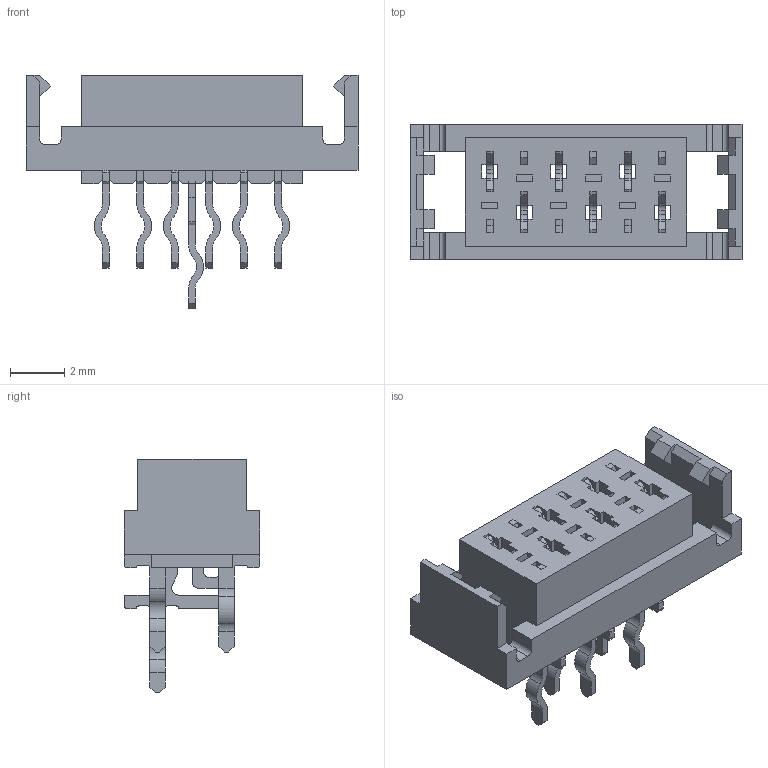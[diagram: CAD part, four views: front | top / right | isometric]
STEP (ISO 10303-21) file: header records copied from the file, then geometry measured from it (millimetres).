
FILE_DESCRIPTION( ( 'Unknown' ), '1' );
FILE_NAME( '690367190672.stp', 'Unknown', ( 'Unknown' ), ( 'Unknown' ), 'XStep 1.0', 'Unknown', ' ' );
FILE_SCHEMA( ( 'automotive_design' ) );
Length unit declared in the file: millimetre
Products named in the file (3): Assem1; Gehäuse; Pin
Bounding box: 12.22 x 5 x 8.6 mm (x, y, z)
Volume: 306.5 mm3; surface area: 1009 mm2
Topology: 9 solids, 9 shells, 826 faces, 2422 edges, 1596 vertices
Faces by surface type: plane 656, cylinder 170
Entity records: 11252 total; most frequent: CARTESIAN_POINT 1675, ORIENTED_EDGE 1672, DIRECTION 1478, EDGE_CURVE 836, LINE 776, VECTOR 776, VERTEX_POINT 548, AXIS2_PLACEMENT_3D 351
